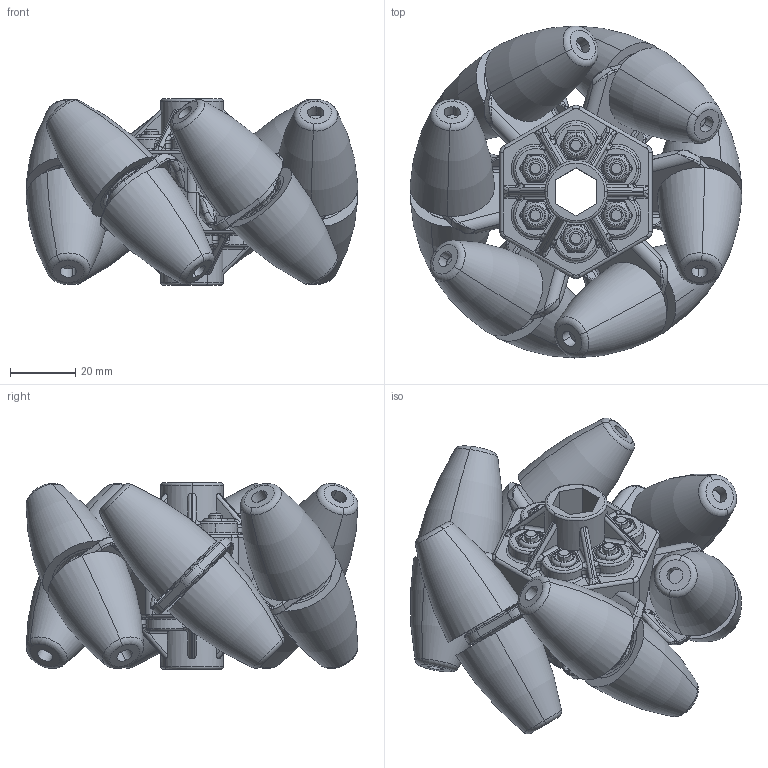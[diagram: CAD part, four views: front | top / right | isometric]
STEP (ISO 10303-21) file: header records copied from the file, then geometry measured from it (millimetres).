
FILE_DESCRIPTION (( 'STEP AP203' ), '1' );
FILE_NAME ('217-3532 Release Rev2.STEP', '2014-01-23T15:42:12', ( '' ), ( '' ), 'SwSTEP 2.0', 'SolidWorks 2013', '' );
FILE_SCHEMA (( 'CONFIG_CONTROL_DESIGN' ));
Length unit declared in the file: inch
Products named in the file (9): SCREW-832-1250_SBS0832-1250SS; 217-3532 Release Rev2; 217-3532-001 Rev1; 217-2586-002 Rev2; 217-3532-003 Rev1; 217-2586-003 Rev2; 217-2586-007 Rev1; 217-2586-005 Rev2; NUT-832-NYLOCK
Assembly tree (62 placements, depth 2):
  217-3532 Release Rev2
    217-3532-001 Rev1  x2
    217-2586-002 Rev2  x6
    217-3532-003 Rev1  x12
    217-2586-003 Rev2  x12
    217-2586-007 Rev1  x6
    217-2586-005 Rev2  x12
    NUT-832-NYLOCK  x6
    SCREW-832-1250_SBS0832-1250SS  x6
Bounding box: 101.69 x 101.67 x 57.15 mm (x, y, z)
Volume: 195424.5 mm3; surface area: 145287.7 mm2
Topology: 62 solids, 62 shells, 3252 faces, 7558 edges, 4450 vertices
Faces by surface type: cylinder 1082, plane 780, bspline 660, torus 496, cone 144, sphere 90
Entity records: 34219 total; most frequent: CARTESIAN_POINT 11808, ORIENTED_EDGE 4338, DIRECTION 4108, EDGE_CURVE 2169, AXIS2_PLACEMENT_3D 1665, VERTEX_POINT 1309, EDGE_LOOP 960, FACE_OUTER_BOUND 906
